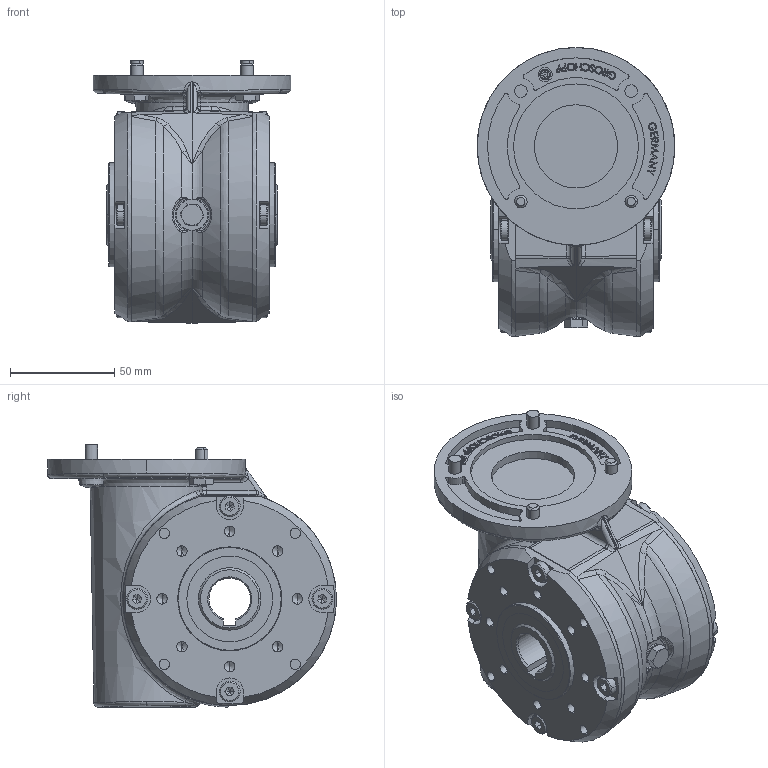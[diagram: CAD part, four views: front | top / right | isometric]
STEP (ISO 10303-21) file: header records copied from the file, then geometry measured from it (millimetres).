
FILE_DESCRIPTION (( 'STEP AP203' ), '1' );
FILE_NAME ('VE40-D1-H-+-2448777000-+-2513455-9851_a_Bl.1v.4.STEP', '2018-03-28T12:40:50', ( '' ), ( '' ), 'SwSTEP 2.0', 'SolidWorks 2017', '' );
FILE_SCHEMA (( 'CONFIG_CONTROL_DESIGN' ));
Products named in the file (1): VE40-D1-H-+-2448777000-+-2513455-9851_a_Bl.1v.4
Bounding box: 95 x 138.75 x 126.01 mm (x, y, z)
Volume: 724784.5 mm3; surface area: 75777 mm2
Topology: 1 solids, 1 shells, 876 faces, 2184 edges, 1363 vertices
Faces by surface type: plane 399, bspline 156, cylinder 149, cone 138, torus 28, sphere 6
Entity records: 34738 total; most frequent: CARTESIAN_POINT 15080, ORIENTED_EDGE 4296, DIRECTION 3660, EDGE_CURVE 2148, VERTEX_POINT 1363, AXIS2_PLACEMENT_3D 1280, VECTOR 1100, LINE 1100
